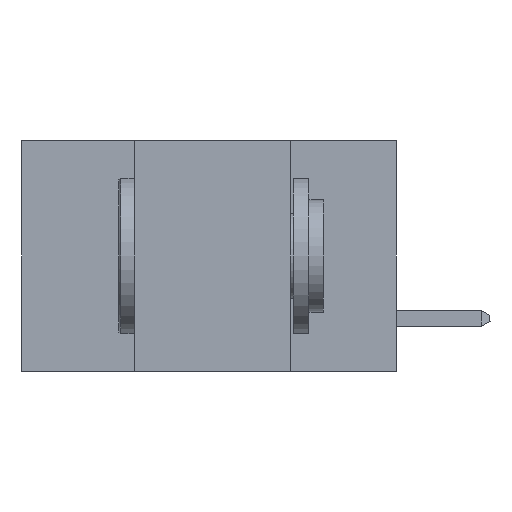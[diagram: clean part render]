
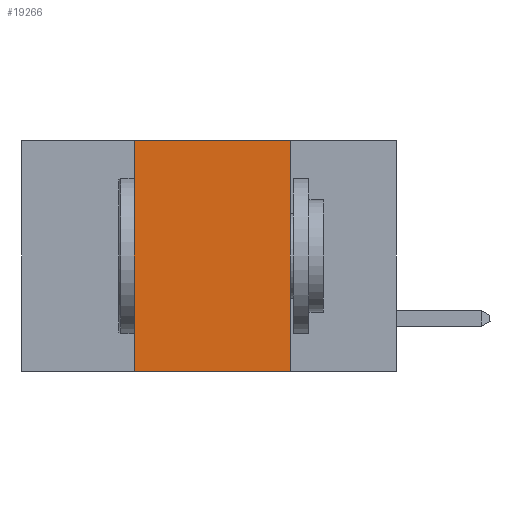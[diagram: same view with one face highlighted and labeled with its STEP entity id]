
A CAD part, left-side view. The second image highlights one B-rep face of the part: STEP entity #19266.
In plain terms, the highlighted planar face has unit normal (-1, 0, 0).
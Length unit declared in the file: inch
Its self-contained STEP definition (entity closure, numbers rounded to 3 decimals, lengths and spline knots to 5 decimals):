
#990 = VECTOR ( 'NONE', #12531, 39.37008 ) ;
#1310 = LINE ( 'NONE', #17056, #17993 ) ;
#1950 = VERTEX_POINT ( 'NONE', #13845 ) ;
#2293 = LINE ( 'NONE', #15849, #990 ) ;
#2450 = LINE ( 'NONE', #3058, #16293 ) ;
#3058 = CARTESIAN_POINT ( 'NONE',  ( 0., 0.42, 0. ) ) ;
#3645 = LINE ( 'NONE', #4880, #5212 ) ;
#4880 = CARTESIAN_POINT ( 'NONE',  ( 0., 0.17, 0. ) ) ;
#4953 = DIRECTION ( 'NONE',  ( 0., 0., 1. ) ) ;
#5212 = VECTOR ( 'NONE', #21552, 39.37008 ) ;
#6244 = CARTESIAN_POINT ( 'NONE',  ( 0., 0.6, 0. ) ) ;
#6599 = DIRECTION ( 'NONE',  ( 0., 0., -1. ) ) ;
#6661 = FACE_OUTER_BOUND ( 'NONE', #20106, .T. ) ;
#6763 = CARTESIAN_POINT ( 'NONE',  ( 0., 0.17, 0. ) ) ;
#7053 = DIRECTION ( 'NONE',  ( 0., -1., 0. ) ) ;
#8847 = ORIENTED_EDGE ( 'NONE', *, *, #17514, .T. ) ;
#9028 = VERTEX_POINT ( 'NONE', #9566 ) ;
#9508 = AXIS2_PLACEMENT_3D ( 'NONE', #6244, #14869, #6599 ) ;
#9566 = CARTESIAN_POINT ( 'NONE',  ( 0., 0.17, -0.37 ) ) ;
#9670 = VERTEX_POINT ( 'NONE', #17454 ) ;
#12531 = DIRECTION ( 'NONE',  ( 0., -1., 0. ) ) ;
#13845 = CARTESIAN_POINT ( 'NONE',  ( 0., 0.42, 0. ) ) ;
#14869 = DIRECTION ( 'NONE',  ( 1., 0., 0. ) ) ;
#14999 = EDGE_CURVE ( 'NONE', #9670, #1950, #2450, .T. ) ;
#15034 = VERTEX_POINT ( 'NONE', #6763 ) ;
#15796 = ORIENTED_EDGE ( 'NONE', *, *, #14999, .F. ) ;
#15849 = CARTESIAN_POINT ( 'NONE',  ( 0., 0.6, 0. ) ) ;
#16293 = VECTOR ( 'NONE', #4953, 39.37008 ) ;
#16317 = PLANE ( 'NONE',  #9508 ) ;
#17056 = CARTESIAN_POINT ( 'NONE',  ( 0., 0.6, -0.37 ) ) ;
#17215 = EDGE_CURVE ( 'NONE', #15034, #9028, #3645, .T. ) ;
#17454 = CARTESIAN_POINT ( 'NONE',  ( 0., 0.42, -0.37 ) ) ;
#17514 = EDGE_CURVE ( 'NONE', #9670, #9028, #1310, .T. ) ;
#17930 = ORIENTED_EDGE ( 'NONE', *, *, #17215, .F. ) ;
#17993 = VECTOR ( 'NONE', #7053, 39.37008 ) ;
#18392 = EDGE_CURVE ( 'NONE', #1950, #15034, #2293, .T. ) ;
#19266 = ADVANCED_FACE ( 'NONE', ( #6661 ), #16317, .F. ) ;
#19490 = ORIENTED_EDGE ( 'NONE', *, *, #18392, .F. ) ;
#20106 = EDGE_LOOP ( 'NONE', ( #17930, #19490, #15796, #8847 ) ) ;
#21552 = DIRECTION ( 'NONE',  ( 0., 0., -1. ) ) ;
